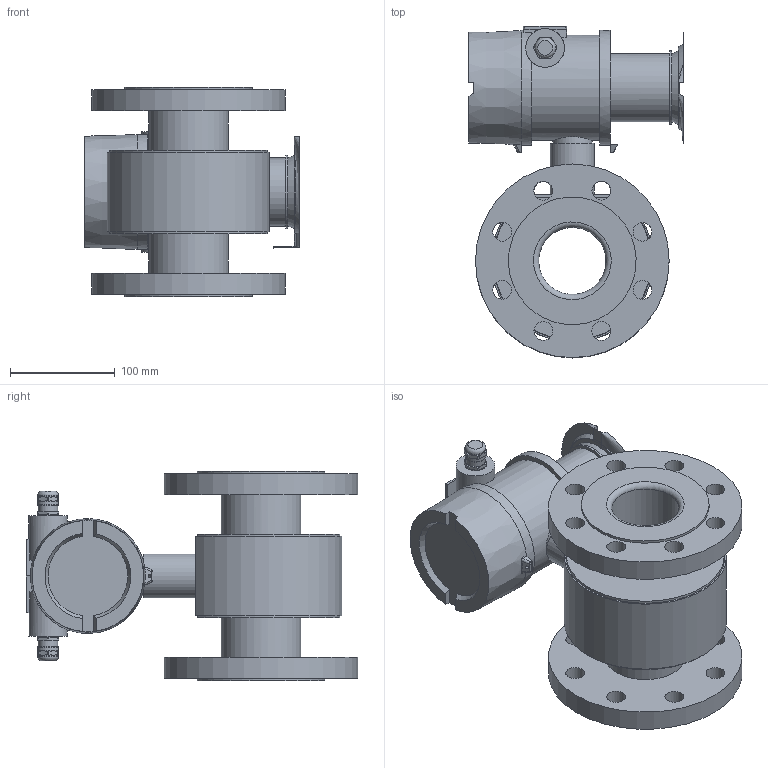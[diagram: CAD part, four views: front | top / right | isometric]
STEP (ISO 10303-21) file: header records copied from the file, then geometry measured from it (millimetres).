
FILE_DESCRIPTION(/* description */ (''),/* implementation_level */ '2;1');
FILE_NAME(/* name */ 'magflux A DN65 kompakt.stp',/* time_stamp */ '2021-11-30T00:53:58+01:00',/* author */ ('g.duesseldorf'),/* organization */ (''),/* preprocessor_version */ 'ST-DEVELOPER v18.1',/* originating_system */ 'Autodesk Inventor 2022',/* authorisation */ '');
FILE_SCHEMA (('CONFIG_CONTROL_DESIGN'));
Length unit declared in the file: millimetre
Products named in the file (1): magflux A DN65 kompakt_Ersatzobjekt_1
Bounding box: 205 x 317 x 200.5 mm (x, y, z)
Volume: 2759248.4 mm3; surface area: 507756.4 mm2
Topology: 7 solids, 8 shells, 327 faces, 771 edges, 488 vertices
Faces by surface type: plane 148, cylinder 101, cone 59, torus 10, bspline 7, sphere 2
Full cylindrical faces by diameter (mm): 3 x2, 5 x2, 17 x4, 18 x16, 18.376 x1, 18.6 x4, 19.8 x4, 20 x1, 37 x2, 37.8 x1, 40.5 x1, 42 x1, 64.3 x1, 65 x1, 70.25 x1, 70.3 x2, 74.9 x1, 76.1 x1, 76.7 x3, 77 x2, 78 x1, 100.8 x1, 109.6 x2, 122 x2, 185 x2
Entity records: 11529 total; most frequent: CARTESIAN_POINT 3598, DIRECTION 1601, ORIENTED_EDGE 1538, EDGE_CURVE 769, AXIS2_PLACEMENT_3D 653, VERTEX_POINT 488, EDGE_LOOP 407, STYLED_ITEM 334
